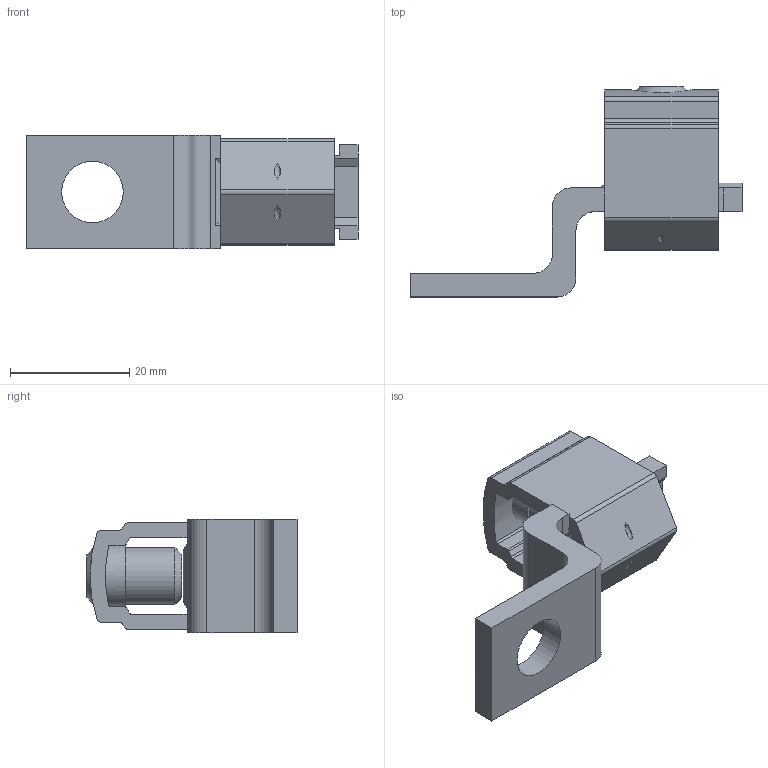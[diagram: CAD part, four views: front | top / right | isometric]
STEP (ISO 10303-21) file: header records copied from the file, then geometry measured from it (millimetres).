
FILE_DESCRIPTION (( 'STEP AP214' ), '1' );
FILE_NAME ('107621.STEP', '2016-12-15T20:26:07', ( '' ), ( '' ), 'SwSTEP 2.0', 'SolidWorks 2015', '' );
FILE_SCHEMA (( 'AUTOMOTIVE_DESIGN' ));
Length unit declared in the file: inch
Products named in the file (1): 107621
Bounding box: 55.58 x 35.16 x 19.05 mm (x, y, z)
Surface area: 6571.8 mm2 (no closed solid volume)
Topology: 0 solids, 3 shells, 85 faces, 251 edges, 167 vertices
Faces by surface type: plane 48, cylinder 32, cone 3, bspline 2
Full cylindrical faces by diameter (mm): 9.525 x1, 10.262 x1, 10.312 x1
Entity records: 4041 total; most frequent: CARTESIAN_POINT 669, DIRECTION 460, ORIENTED_EDGE 455, EDGE_CURVE 238, VERTEX_POINT 164, VECTOR 162, LINE 162, AXIS2_PLACEMENT_3D 149
